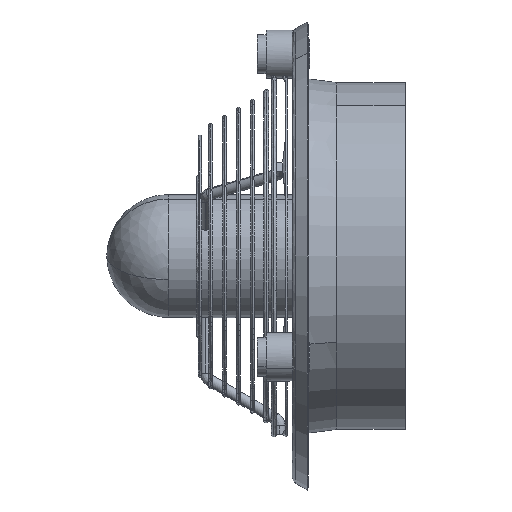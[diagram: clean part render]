
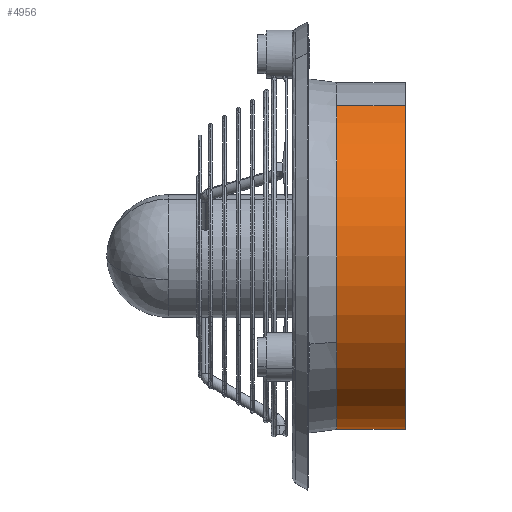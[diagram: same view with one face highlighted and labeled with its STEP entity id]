
A CAD part, front view. The second image highlights one B-rep face of the part: STEP entity #4956.
In plain terms, the highlighted cylindrical face has radius 107.5 mm (diameter 215 mm), a partial arc.
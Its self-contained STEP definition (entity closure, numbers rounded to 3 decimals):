
#376 = EDGE_CURVE ( 'NONE', #15314, #3872, #19789, .T. ) ;
#1141 = CARTESIAN_POINT ( 'NONE',  ( 74.433, -139.524, 93.221 ) ) ;
#1468 = VECTOR ( 'NONE', #19649, 1000. ) ;
#1642 = ORIENTED_EDGE ( 'NONE', *, *, #3874, .T. ) ;
#1684 = DIRECTION ( 'NONE',  ( 0., -0.866, -0.5 ) ) ;
#1819 = CARTESIAN_POINT ( 'NONE',  ( 74.433, -85.774, 0.123 ) ) ;
#1889 = CARTESIAN_POINT ( 'NONE',  ( 116.933, -139.524, 93.221 ) ) ;
#2162 = AXIS2_PLACEMENT_3D ( 'NONE', #2786, #13922, #18678 ) ;
#2786 = CARTESIAN_POINT ( 'NONE',  ( 116.933, -85.774, 0.123 ) ) ;
#3872 = VERTEX_POINT ( 'NONE', #1889 ) ;
#3874 = EDGE_CURVE ( 'NONE', #8810, #14786, #17313, .T. ) ;
#4072 = EDGE_LOOP ( 'NONE', ( #12498, #4501, #1642, #11030, #13364 ) ) ;
#4352 = DIRECTION ( 'NONE',  ( 0., 0.5, -0.866 ) ) ;
#4501 = ORIENTED_EDGE ( 'NONE', *, *, #13901, .T. ) ;
#4956 = ADVANCED_FACE ( 'NONE', ( #7796 ), #11827, .T. ) ;
#6970 = AXIS2_PLACEMENT_3D ( 'NONE', #16804, #20079, #4352 ) ;
#7796 = FACE_OUTER_BOUND ( 'NONE', #4072, .T. ) ;
#8215 = DIRECTION ( 'NONE',  ( 1., 0., 0. ) ) ;
#8652 = CARTESIAN_POINT ( 'NONE',  ( 95.683, -139.524, 93.221 ) ) ;
#8810 = VERTEX_POINT ( 'NONE', #1141 ) ;
#9691 = DIRECTION ( 'NONE',  ( -1., 0., 0. ) ) ;
#9701 = DIRECTION ( 'NONE',  ( 0., -0.866, -0.5 ) ) ;
#11030 = ORIENTED_EDGE ( 'NONE', *, *, #14384, .T. ) ;
#11109 = DIRECTION ( 'NONE',  ( 1., 0., 0. ) ) ;
#11827 = CYLINDRICAL_SURFACE ( 'NONE', #6970, 107.5 ) ;
#12498 = ORIENTED_EDGE ( 'NONE', *, *, #376, .T. ) ;
#12543 = CARTESIAN_POINT ( 'NONE',  ( 95.683, -32.024, -92.975 ) ) ;
#12771 = EDGE_CURVE ( 'NONE', #15314, #16754, #16592, .T. ) ;
#13364 = ORIENTED_EDGE ( 'NONE', *, *, #12771, .F. ) ;
#13458 = AXIS2_PLACEMENT_3D ( 'NONE', #1819, #8215, #1684 ) ;
#13672 = CARTESIAN_POINT ( 'NONE',  ( 116.933, -32.024, -92.975 ) ) ;
#13901 = EDGE_CURVE ( 'NONE', #3872, #8810, #15624, .T. ) ;
#13922 = DIRECTION ( 'NONE',  ( -1., 0., 0. ) ) ;
#14250 = CIRCLE ( 'NONE', #17832, 107.5 ) ;
#14384 = EDGE_CURVE ( 'NONE', #14786, #16754, #14250, .T. ) ;
#14446 = VECTOR ( 'NONE', #9691, 1000. ) ;
#14786 = VERTEX_POINT ( 'NONE', #16740 ) ;
#15314 = VERTEX_POINT ( 'NONE', #13672 ) ;
#15624 = LINE ( 'NONE', #8652, #1468 ) ;
#16592 = LINE ( 'NONE', #12543, #14446 ) ;
#16740 = CARTESIAN_POINT ( 'NONE',  ( 74.433, -178.871, -53.627 ) ) ;
#16754 = VERTEX_POINT ( 'NONE', #19946 ) ;
#16804 = CARTESIAN_POINT ( 'NONE',  ( 95.683, -85.774, 0.123 ) ) ;
#17313 = CIRCLE ( 'NONE', #13458, 107.5 ) ;
#17832 = AXIS2_PLACEMENT_3D ( 'NONE', #20458, #11109, #9701 ) ;
#18678 = DIRECTION ( 'NONE',  ( 0., 0.5, -0.866 ) ) ;
#19649 = DIRECTION ( 'NONE',  ( -1., 0., 0. ) ) ;
#19789 = CIRCLE ( 'NONE', #2162, 107.5 ) ;
#19946 = CARTESIAN_POINT ( 'NONE',  ( 74.433, -32.024, -92.975 ) ) ;
#20079 = DIRECTION ( 'NONE',  ( -1., 0., 0. ) ) ;
#20458 = CARTESIAN_POINT ( 'NONE',  ( 74.433, -85.774, 0.123 ) ) ;
